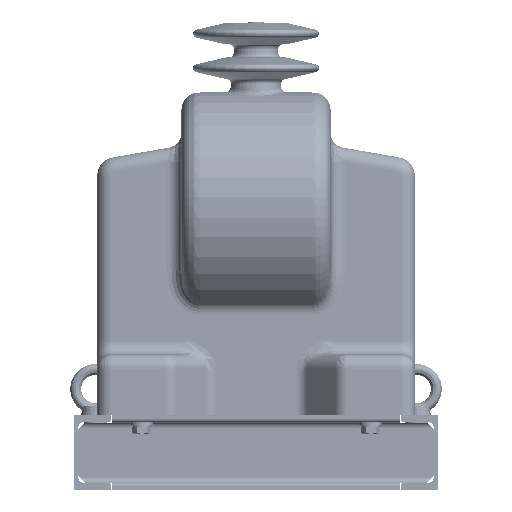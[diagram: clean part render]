
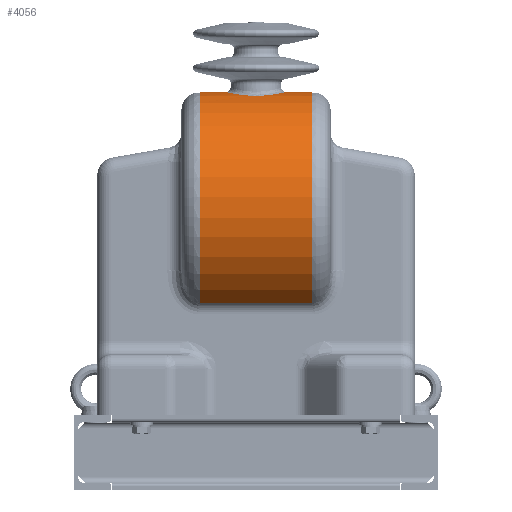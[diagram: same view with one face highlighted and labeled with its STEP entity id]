
A CAD part, front view. The second image highlights one B-rep face of the part: STEP entity #4056.
In plain terms, the highlighted cylindrical face has radius 125 mm (diameter 250 mm), a partial arc.
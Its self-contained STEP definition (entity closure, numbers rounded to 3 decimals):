
#4056=ADVANCED_FACE('',(#21857,#21859),#21861,.T.);
#21857=FACE_BOUND('',#21858,.T.);
#21858=EDGE_LOOP('',(#31800,#31801,#31802,#31803));
#21859=FACE_BOUND('',#21860,.T.);
#21860=EDGE_LOOP('',(#31804));
#21861=CYLINDRICAL_SURFACE('',#21862,125.);
#21862=AXIS2_PLACEMENT_3D('',#21863,#21864,#21865);
#21863=CARTESIAN_POINT('',(-80.,67.5,-52.));
#21864=DIRECTION('',(1.,0.,0.));
#21865=DIRECTION('',(0.,0.,1.));
#31800=ORIENTED_EDGE('',*,*,#37064,.T.);
#31801=ORIENTED_EDGE('',*,*,#37065,.T.);
#31802=ORIENTED_EDGE('',*,*,#37066,.T.);
#31803=ORIENTED_EDGE('',*,*,#37067,.F.);
#31804=ORIENTED_EDGE('',*,*,#37063,.F.);
#37063=EDGE_CURVE('',#40099,#40099,#40100,.T.);
#37064=EDGE_CURVE('',#40101,#40102,#40103,.F.);
#37065=EDGE_CURVE('',#40102,#40104,#40105,.T.);
#37066=EDGE_CURVE('',#40104,#40106,#40107,.T.);
#37067=EDGE_CURVE('',#40101,#40106,#40108,.T.);
#40099=VERTEX_POINT('',#46922);
#40100=B_SPLINE_CURVE_WITH_KNOTS('',3,
(#46923,#46924,#46925,#46926,#46927,#46928,#46929,#46930,#46931,#46932,#46933,#46934,
#46935,#46936,#46937,#46938,#46939,#46940,#46941,#46942,#46943,#46944,#46945,#46946,
#46947,#46948,#46949,#46950,#46951,#46952,#46953,#46954,#46955,#46956,#46957,#46958,
#46959,#46960,#46961,#46962,#46963,#46964,#46965,#46966,#46967,#46968,#46969,#46970,
#46971,#46972,#46973,#46974,#46975,#46976,#46977,#46978,#46979,#46980,#46981,#46982,
#46983),
.UNSPECIFIED.,.T.,.F.,
(4,1,1,1,1,1,1,1,1,1,1,1,1,1,1,1,1,1,1,1,1,1,1,1,1,1,1,1,1,1,1,1,1,1,1,1,1,1,1,1,
1,1,1,1,1,1,1,1,1,1,1,1,1,1,1,1,1,1,4),
(0.,0.017,0.035,0.053,0.073,
0.093,0.115,0.137,0.158,0.175,
0.19,0.204,0.219,0.235,0.251,
0.268,0.285,0.303,0.323,0.344,
0.365,0.387,0.408,0.428,0.448,
0.466,0.484,0.502,0.52,0.539,
0.558,0.578,0.6,0.622,0.643,
0.663,0.682,0.7,0.716,0.729,
0.739,0.75,0.76,0.772,0.785,
0.796,0.806,0.815,0.825,0.84,
0.86,0.882,0.904,0.925,0.945,
0.964,0.981,0.992,1.),
.UNSPECIFIED.);
#40101=VERTEX_POINT('',#46984);
#40102=VERTEX_POINT('',#46985);
#40103=LINE('',#46986,#46987);
#40104=VERTEX_POINT('',#46989);
#40105=CIRCLE('',#46990,125.);
#40106=VERTEX_POINT('',#46994);
#40107=LINE('',#46995,#46996);
#40108=CIRCLE('',#46998,125.);
#46922=CARTESIAN_POINT('',(32.082,67.5,73.));
#46923=CARTESIAN_POINT('',(32.082,67.5,73.));
#46924=CARTESIAN_POINT('',(32.082,68.621,73.));
#46925=CARTESIAN_POINT('',(31.955,70.91,72.969));
#46926=CARTESIAN_POINT('',(31.366,74.368,72.827));
#46927=CARTESIAN_POINT('',(30.33,77.892,72.584));
#46928=CARTESIAN_POINT('',(28.8,81.427,72.239));
#46929=CARTESIAN_POINT('',(26.73,84.909,71.798));
#46930=CARTESIAN_POINT('',(24.088,88.25,71.28));
#46931=CARTESIAN_POINT('',(20.994,91.211,70.741));
#46932=CARTESIAN_POINT('',(17.744,93.574,70.256));
#46933=CARTESIAN_POINT('',(14.71,95.277,69.877));
#46934=CARTESIAN_POINT('',(11.914,96.507,69.589));
#46935=CARTESIAN_POINT('',(9.111,97.457,69.358));
#46936=CARTESIAN_POINT('',(6.13,98.171,69.179));
#46937=CARTESIAN_POINT('',(2.953,98.614,69.066));
#46938=CARTESIAN_POINT('',(-0.298,98.747,69.031));
#46939=CARTESIAN_POINT('',(-3.644,98.55,69.082));
#46940=CARTESIAN_POINT('',(-7.083,97.99,69.225));
#46941=CARTESIAN_POINT('',(-10.628,97.008,69.469));
#46942=CARTESIAN_POINT('',(-14.249,95.538,69.819));
#46943=CARTESIAN_POINT('',(-17.835,93.537,70.266));
#46944=CARTESIAN_POINT('',(-21.243,91.,70.782));
#46945=CARTESIAN_POINT('',(-24.282,88.027,71.317));
#46946=CARTESIAN_POINT('',(-26.85,84.731,71.823));
#46947=CARTESIAN_POINT('',(-28.878,81.271,72.256));
#46948=CARTESIAN_POINT('',(-30.385,77.736,72.597));
#46949=CARTESIAN_POINT('',(-31.404,74.207,72.837));
#46950=CARTESIAN_POINT('',(-31.985,70.67,72.976));
#46951=CARTESIAN_POINT('',(-32.149,67.115,73.016));
#46952=CARTESIAN_POINT('',(-31.892,63.52,72.954));
#46953=CARTESIAN_POINT('',(-31.19,59.885,72.786));
#46954=CARTESIAN_POINT('',(-30.003,56.227,72.509));
#46955=CARTESIAN_POINT('',(-28.274,52.572,72.123));
#46956=CARTESIAN_POINT('',(-25.979,49.035,71.645));
#46957=CARTESIAN_POINT('',(-23.179,45.798,71.115));
#46958=CARTESIAN_POINT('',(-20.023,43.018,70.588));
#46959=CARTESIAN_POINT('',(-16.707,40.781,70.116));
#46960=CARTESIAN_POINT('',(-13.313,39.044,69.721));
#46961=CARTESIAN_POINT('',(-10.054,37.818,69.426));
#46962=CARTESIAN_POINT('',(-7.047,37.027,69.229));
#46963=CARTESIAN_POINT('',(-4.481,36.583,69.116));
#46964=CARTESIAN_POINT('',(-2.203,36.357,69.058));
#46965=CARTESIAN_POINT('',(-0.076,36.283,69.039));
#46966=CARTESIAN_POINT('',(2.137,36.35,69.056));
#46967=CARTESIAN_POINT('',(4.479,36.581,69.116));
#46968=CARTESIAN_POINT('',(6.859,36.997,69.222));
#46969=CARTESIAN_POINT('',(9.068,37.554,69.361));
#46970=CARTESIAN_POINT('',(10.983,38.173,69.512));
#46971=CARTESIAN_POINT('',(12.772,38.866,69.677));
#46972=CARTESIAN_POINT('',(14.836,39.806,69.895));
#46973=CARTESIAN_POINT('',(17.461,41.259,70.219));
#46974=CARTESIAN_POINT('',(20.58,43.454,70.675));
#46975=CARTESIAN_POINT('',(23.705,46.334,71.209));
#46976=CARTESIAN_POINT('',(26.449,49.682,71.74));
#46977=CARTESIAN_POINT('',(28.621,53.219,72.199));
#46978=CARTESIAN_POINT('',(30.22,56.804,72.559));
#46979=CARTESIAN_POINT('',(31.28,60.288,72.807));
#46980=CARTESIAN_POINT('',(31.839,63.338,72.941));
#46981=CARTESIAN_POINT('',(32.049,65.711,72.992));
#46982=CARTESIAN_POINT('',(32.082,66.993,73.));
#46983=CARTESIAN_POINT('',(32.082,67.5,73.));
#46984=CARTESIAN_POINT('',(60.,141.161,-152.991));
#46985=CARTESIAN_POINT('',(-60.,141.161,-152.991));
#46986=CARTESIAN_POINT('',(-60.,141.161,-152.991));
#46987=VECTOR('',#46988,1.);
#46988=DIRECTION('',(1.,0.,0.));
#46989=CARTESIAN_POINT('',(-60.,-6.161,-152.991));
#46990=AXIS2_PLACEMENT_3D('',#46991,#46992,#46993);
#46991=CARTESIAN_POINT('',(-60.,67.5,-52.));
#46992=DIRECTION('',(1.,-0.,0.));
#46993=DIRECTION('',(0.,0.589,-0.808));
#46994=CARTESIAN_POINT('',(60.,-6.161,-152.991));
#46995=CARTESIAN_POINT('',(-60.,-6.161,-152.991));
#46996=VECTOR('',#46997,1.);
#46997=DIRECTION('',(1.,0.,0.));
#46998=AXIS2_PLACEMENT_3D('',#46999,#47000,#47001);
#46999=CARTESIAN_POINT('',(60.,67.5,-52.));
#47000=DIRECTION('',(1.,-0.,0.));
#47001=DIRECTION('',(0.,0.589,-0.808));
